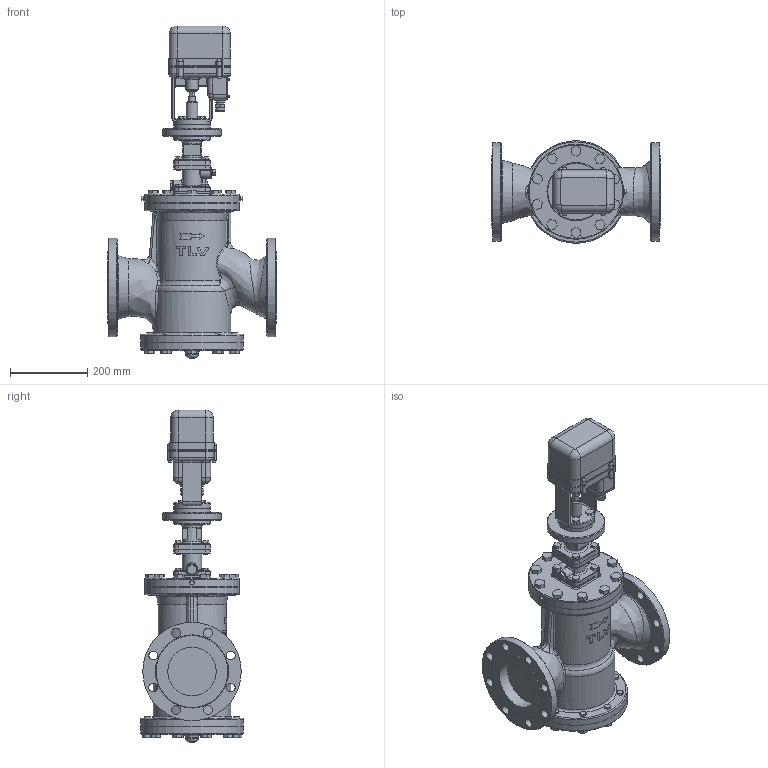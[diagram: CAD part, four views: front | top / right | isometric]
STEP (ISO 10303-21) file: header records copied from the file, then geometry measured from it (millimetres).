
FILE_DESCRIPTION(/* description */ (''),/* implementation_level */ '2;1');
FILE_NAME(/* name */ 'ccr16-125-a0150-00.stp',/* time_stamp */ '2018-01-17T09:27:08+09:00',/* author */ ('nakaot'),/* organization */ (''),/* preprocessor_version */ 'ST-DEVELOPER v15.6',/* originating_system */ 'Autodesk Inventor 2015',/* authorisation */ '');
FILE_SCHEMA (('CONFIG_CONTROL_DESIGN'));
Length unit declared in the file: millimetre
Products named in the file (1): ccr16-125-a0150-00
Bounding box: 434 x 265 x 857 mm (x, y, z)
Volume: 21664892.1 mm3; surface area: 1210237.2 mm2
Topology: 1 solids, 1 shells, 1173 faces, 2921 edges, 1835 vertices
Faces by surface type: plane 614, cylinder 318, bspline 124, torus 95, sphere 12, cone 10
Full cylindrical faces by diameter (mm): 5.5 x4, 5.9 x4, 6 x4, 10 x16, 12 x2, 16 x40, 17 x1, 18 x1, 20 x2, 21 x1, 23 x17, 24 x2, 25.426 x1, 30 x1, 32 x1, 32.873 x1, 34 x1, 36.049 x1, 52.893 x1, 53.447 x1, 57.382 x1, 95 x3, 125 x2, 137.23 x1, 150 x1, 157.458 x1, 200 x1, 245 x2, 254 x2, 265 x2
Entity records: 40759 total; most frequent: CARTESIAN_POINT 13979, ORIENTED_EDGE 5422, DIRECTION 5353, EDGE_CURVE 2711, AXIS2_PLACEMENT_3D 1955, VERTEX_POINT 1795, EDGE_LOOP 1520, LINE 1443
